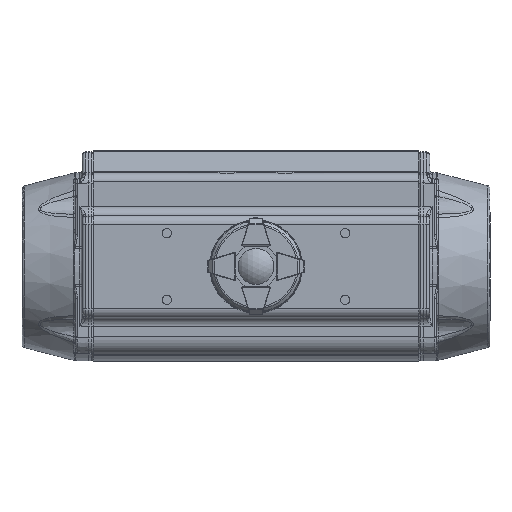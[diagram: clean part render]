
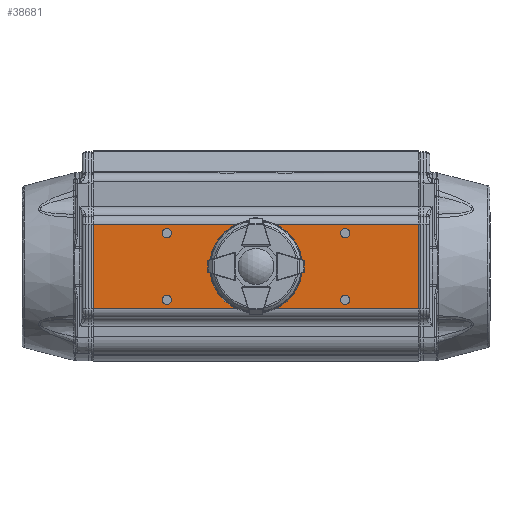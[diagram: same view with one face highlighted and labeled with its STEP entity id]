
A CAD part, top view. The second image highlights one B-rep face of the part: STEP entity #38681.
In plain terms, the highlighted face is planar.
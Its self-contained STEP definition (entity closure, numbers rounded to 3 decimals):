
#1732=LINE('',#73364,#3576);
#1733=LINE('',#73376,#3577);
#1734=LINE('',#73378,#3578);
#1735=LINE('',#73380,#3579);
#3576=VECTOR('',#47350,1000.);
#3577=VECTOR('',#47363,1000.);
#3578=VECTOR('',#47364,1000.);
#3579=VECTOR('',#47365,1000.);
#7152=PLANE('',#41593);
#11826=ORIENTED_EDGE('',*,*,#20444,.T.);
#11827=ORIENTED_EDGE('',*,*,#20445,.T.);
#11828=ORIENTED_EDGE('',*,*,#20446,.T.);
#11829=ORIENTED_EDGE('',*,*,#20447,.T.);
#11830=ORIENTED_EDGE('',*,*,#20448,.T.);
#11831=ORIENTED_EDGE('',*,*,#20449,.F.);
#11832=ORIENTED_EDGE('',*,*,#20443,.T.);
#11833=ORIENTED_EDGE('',*,*,#20450,.T.);
#11834=ORIENTED_EDGE('',*,*,#20451,.F.);
#20443=EDGE_CURVE('',#25086,#25087,#1732,.T.);
#20444=EDGE_CURVE('',#25088,#25088,#27753,.T.);
#20445=EDGE_CURVE('',#25089,#25089,#27754,.T.);
#20446=EDGE_CURVE('',#25090,#25090,#27755,.T.);
#20447=EDGE_CURVE('',#25091,#25091,#27756,.T.);
#20448=EDGE_CURVE('',#25092,#25092,#27757,.T.);
#20449=EDGE_CURVE('',#25086,#25093,#1733,.T.);
#20450=EDGE_CURVE('',#25087,#25094,#1734,.T.);
#20451=EDGE_CURVE('',#25093,#25094,#1735,.T.);
#25086=VERTEX_POINT('',#73361);
#25087=VERTEX_POINT('',#73363);
#25088=VERTEX_POINT('',#73367);
#25089=VERTEX_POINT('',#73369);
#25090=VERTEX_POINT('',#73371);
#25091=VERTEX_POINT('',#73373);
#25092=VERTEX_POINT('',#73375);
#25093=VERTEX_POINT('',#73377);
#25094=VERTEX_POINT('',#73379);
#27753=CIRCLE('',#41594,2.067);
#27754=CIRCLE('',#41595,2.067);
#27755=CIRCLE('',#41596,2.067);
#27756=CIRCLE('',#41597,2.067);
#27757=CIRCLE('',#41598,15.75);
#29996=EDGE_LOOP('',(#11826));
#29997=EDGE_LOOP('',(#11827));
#29998=EDGE_LOOP('',(#11828));
#29999=EDGE_LOOP('',(#11829));
#30000=EDGE_LOOP('',(#11830));
#30001=EDGE_LOOP('',(#11831,#11832,#11833,#11834));
#32912=FACE_BOUND('',#29996,.T.);
#32913=FACE_BOUND('',#29997,.T.);
#32914=FACE_BOUND('',#29998,.T.);
#32915=FACE_BOUND('',#29999,.T.);
#32916=FACE_BOUND('',#30000,.T.);
#32917=FACE_BOUND('',#30001,.T.);
#38681=ADVANCED_FACE('',(#32912,#32913,#32914,#32915,#32916,#32917),#7152,
 .T.);
#41593=AXIS2_PLACEMENT_3D('',#73365,#47351,#47352);
#41594=AXIS2_PLACEMENT_3D('',#73366,#47353,#47354);
#41595=AXIS2_PLACEMENT_3D('',#73368,#47355,#47356);
#41596=AXIS2_PLACEMENT_3D('',#73370,#47357,#47358);
#41597=AXIS2_PLACEMENT_3D('',#73372,#47359,#47360);
#41598=AXIS2_PLACEMENT_3D('',#73374,#47361,#47362);
#47350=DIRECTION('',(0.,0.,-1.));
#47351=DIRECTION('',(0.,1.,0.));
#47352=DIRECTION('',(0.,0.,1.));
#47353=DIRECTION('',(0.,-1.,0.));
#47354=DIRECTION('',(0.,0.,1.));
#47355=DIRECTION('',(0.,-1.,0.));
#47356=DIRECTION('',(0.,0.,1.));
#47357=DIRECTION('',(0.,-1.,0.));
#47358=DIRECTION('',(0.,0.,1.));
#47359=DIRECTION('',(0.,-1.,0.));
#47360=DIRECTION('',(0.,0.,1.));
#47361=DIRECTION('',(0.,-1.,0.));
#47362=DIRECTION('',(0.,0.,1.));
#47363=DIRECTION('',(-1.,0.,0.));
#47364=DIRECTION('',(-1.,0.,0.));
#47365=DIRECTION('',(0.,0.,-1.));
#73361=CARTESIAN_POINT('',(19.,50.,146.));
#73363=CARTESIAN_POINT('',(19.,50.,0.));
#73364=CARTESIAN_POINT('',(19.,50.,0.));
#73365=CARTESIAN_POINT('',(19.,50.,0.));
#73366=CARTESIAN_POINT('',(15.,50.,113.));
#73367=CARTESIAN_POINT('',(15.,50.,115.067));
#73368=CARTESIAN_POINT('',(-15.,50.,113.));
#73369=CARTESIAN_POINT('',(-15.,50.,115.067));
#73370=CARTESIAN_POINT('',(-15.,50.,33.));
#73371=CARTESIAN_POINT('',(-15.,50.,35.067));
#73372=CARTESIAN_POINT('',(15.,50.,33.));
#73373=CARTESIAN_POINT('',(15.,50.,35.067));
#73374=CARTESIAN_POINT('',(0.,50.,73.));
#73375=CARTESIAN_POINT('',(0.,50.,88.75));
#73376=CARTESIAN_POINT('',(5.937,50.,146.));
#73377=CARTESIAN_POINT('',(-19.,50.,146.));
#73378=CARTESIAN_POINT('',(5.937,50.,0.));
#73379=CARTESIAN_POINT('',(-19.,50.,0.));
#73380=CARTESIAN_POINT('',(-19.,50.,0.));
